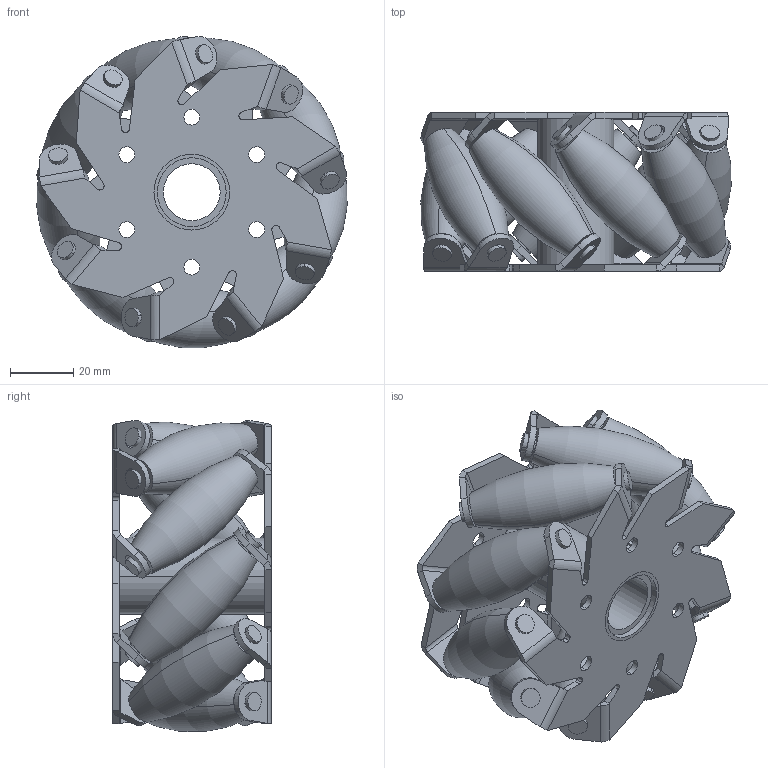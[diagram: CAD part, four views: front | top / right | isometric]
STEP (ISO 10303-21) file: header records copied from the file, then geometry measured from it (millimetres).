
FILE_DESCRIPTION (( 'STEP AP203' ), '1' );
FILE_NAME ('闔親馨譟謫1.STEP', '2016-07-21T09:34:09', ( 'admin' ), ( '' ), 'SwSTEP 2.0', 'SolidWorks 2015', '' );
FILE_SCHEMA (( 'CONFIG_CONTROL_DESIGN' ));
Length unit declared in the file: millimetre
Products named in the file (5): 郋粣; 闔親馨譟謫1; 啣謫1; 盓笭謫
Assembly tree (12 placements, depth 2):
  闔親馨譟謫1
    啣謫1
    盓笭謫  x9
    啣謫1
    郋粣
Bounding box: 98.28 x 50.24 x 98.56 mm (x, y, z)
Volume: 127611.4 mm3; surface area: 59203.3 mm2
Topology: 12 solids, 12 shells, 442 faces, 1050 edges, 652 vertices
Faces by surface type: cylinder 218, plane 170, bspline 36, torus 18
Entity records: 12531 total; most frequent: CARTESIAN_POINT 3027, DIRECTION 1822, ORIENTED_EDGE 1812, EDGE_CURVE 906, AXIS2_PLACEMENT_3D 647, VERTEX_POINT 556, VECTOR 528, LINE 528
